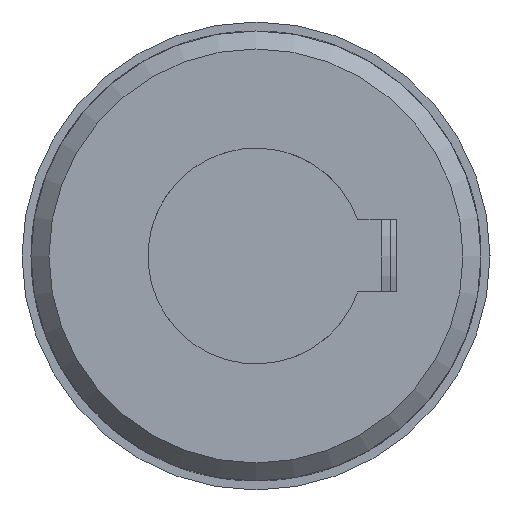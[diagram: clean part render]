
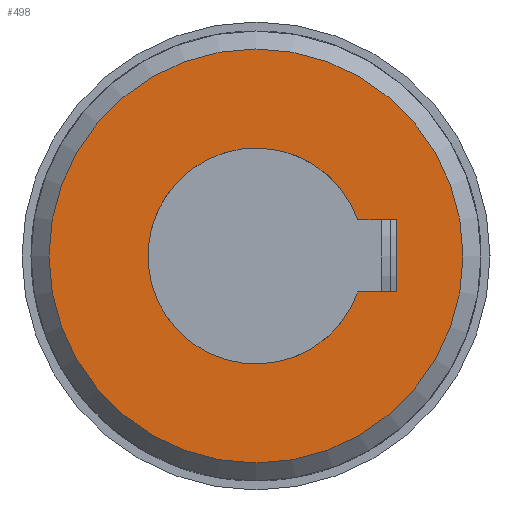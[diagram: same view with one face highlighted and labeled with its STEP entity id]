
A CAD part, left-side view. The second image highlights one B-rep face of the part: STEP entity #498.
In plain terms, the highlighted planar face has unit normal (-1, 0, 0).
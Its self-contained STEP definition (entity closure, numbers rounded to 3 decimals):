
#498 = ADVANCED_FACE( '', ( #1027, #1028 ), #1029, .T. );
#1027 = FACE_BOUND( '', #1609, .T. );
#1028 = FACE_OUTER_BOUND( '', #1610, .T. );
#1029 = PLANE( '', #1611 );
#1609 = EDGE_LOOP( '', ( #2672, #2673, #2674, #2675 ) );
#1610 = EDGE_LOOP( '', ( #2676 ) );
#1611 = AXIS2_PLACEMENT_3D( '', #2677, #2678, #2679 );
#2672 = ORIENTED_EDGE( '', *, *, #3776, .T. );
#2673 = ORIENTED_EDGE( '', *, *, #3511, .T. );
#2674 = ORIENTED_EDGE( '', *, *, #3777, .T. );
#2675 = ORIENTED_EDGE( '', *, *, #3675, .T. );
#2676 = ORIENTED_EDGE( '', *, *, #3562, .F. );
#2677 = CARTESIAN_POINT( '', ( 0., 11.5, 0. ) );
#2678 = DIRECTION( '', ( -1., 0., 0. ) );
#2679 = DIRECTION( '', ( 0., 0., 1. ) );
#3511 = EDGE_CURVE( '', #4204, #4205, #4206, .T. );
#3562 = EDGE_CURVE( '', #4288, #4288, #4289, .T. );
#3675 = EDGE_CURVE( '', #4469, #4467, #4470, .T. );
#3776 = EDGE_CURVE( '', #4467, #4204, #4610, .T. );
#3777 = EDGE_CURVE( '', #4205, #4469, #4611, .T. );
#4204 = VERTEX_POINT( '', #5502 );
#4205 = VERTEX_POINT( '', #5503 );
#4206 = CIRCLE( '', #5504, 6. );
#4288 = VERTEX_POINT( '', #5609 );
#4289 = CIRCLE( '', #5610, 11.5 );
#4467 = VERTEX_POINT( '', #6146 );
#4469 = VERTEX_POINT( '', #6149 );
#4470 = LINE( '', #6150, #6151 );
#4610 = LINE( '', #6430, #6431 );
#4611 = LINE( '', #6432, #6433 );
#5502 = CARTESIAN_POINT( '', ( 0., 2., -5.657 ) );
#5503 = CARTESIAN_POINT( '', ( 0., -2., -5.657 ) );
#5504 = AXIS2_PLACEMENT_3D( '', #7052, #7053, #7054 );
#5609 = CARTESIAN_POINT( '', ( 0., 0., -11.5 ) );
#5610 = AXIS2_PLACEMENT_3D( '', #7120, #7121, #7122 );
#6146 = CARTESIAN_POINT( '', ( 0., 2., -7.8 ) );
#6149 = CARTESIAN_POINT( '', ( 0., -2., -7.8 ) );
#6150 = CARTESIAN_POINT( '', ( 0., -2., -7.8 ) );
#6151 = VECTOR( '', #7232, 1000. );
#6430 = CARTESIAN_POINT( '', ( 0., 2., -7.8 ) );
#6431 = VECTOR( '', #7338, 1000. );
#6432 = CARTESIAN_POINT( '', ( 0., -2., 0. ) );
#6433 = VECTOR( '', #7339, 1000. );
#7052 = CARTESIAN_POINT( '', ( 0., 0., 0. ) );
#7053 = DIRECTION( '', ( 1., 0., 0. ) );
#7054 = DIRECTION( '', ( 0., 0., -1. ) );
#7120 = CARTESIAN_POINT( '', ( 0., 0., 0. ) );
#7121 = DIRECTION( '', ( 1., 0., 0. ) );
#7122 = DIRECTION( '', ( 0., 0., -1. ) );
#7232 = DIRECTION( '', ( 0., 1., 0. ) );
#7338 = DIRECTION( '', ( 0., 0., 1. ) );
#7339 = DIRECTION( '', ( 0., 0., -1. ) );
